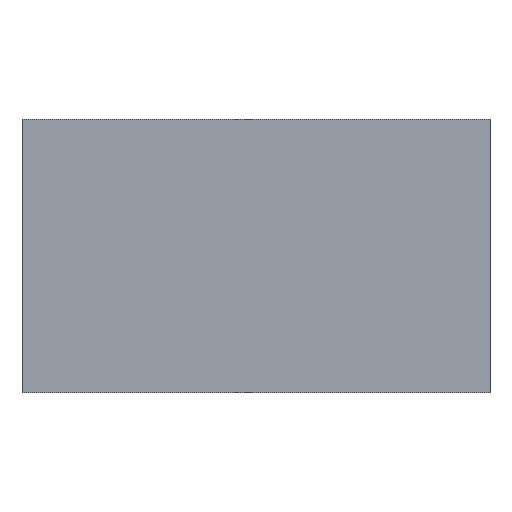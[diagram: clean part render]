
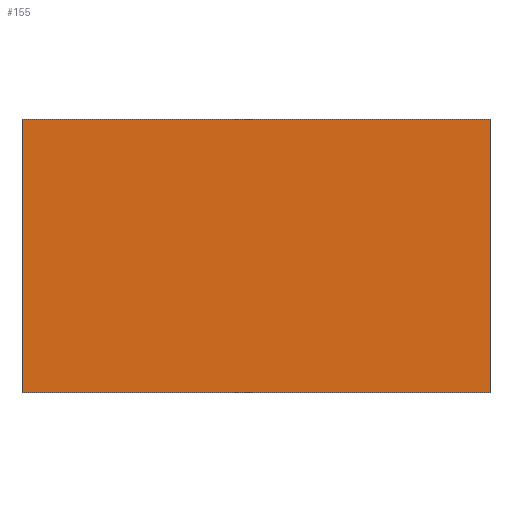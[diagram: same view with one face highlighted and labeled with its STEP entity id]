
A CAD part, top view. The second image highlights one B-rep face of the part: STEP entity #155.
In plain terms, the highlighted planar face has unit normal (0, 0, 1).
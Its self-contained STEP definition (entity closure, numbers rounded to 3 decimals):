
#7 = VERTEX_POINT ( 'NONE', #102 ) ;
#24 = VECTOR ( 'NONE', #108, 1000. ) ;
#30 = VERTEX_POINT ( 'NONE', #213 ) ;
#31 = DIRECTION ( 'NONE',  ( 0., 0., -1. ) ) ;
#33 = CARTESIAN_POINT ( 'NONE',  ( 0., 0., 20. ) ) ;
#38 = VECTOR ( 'NONE', #118, 1000. ) ;
#44 = EDGE_CURVE ( 'NONE', #7, #70, #234, .T. ) ;
#47 = EDGE_CURVE ( 'NONE', #70, #30, #180, .T. ) ;
#48 = EDGE_LOOP ( 'NONE', ( #224, #82, #54, #154 ) ) ;
#50 = CARTESIAN_POINT ( 'NONE',  ( 1263.702, 506.547, 20. ) ) ;
#54 = ORIENTED_EDGE ( 'NONE', *, *, #190, .T. ) ;
#56 = FACE_OUTER_BOUND ( 'NONE', #48, .T. ) ;
#58 = CARTESIAN_POINT ( 'NONE',  ( -136.298, -74.76, 20. ) ) ;
#69 = DIRECTION ( 'NONE',  ( -1., 0., 0. ) ) ;
#70 = VERTEX_POINT ( 'NONE', #216 ) ;
#82 = ORIENTED_EDGE ( 'NONE', *, *, #47, .T. ) ;
#102 = CARTESIAN_POINT ( 'NONE',  ( -136.298, 1325.24, 20. ) ) ;
#105 = CARTESIAN_POINT ( 'NONE',  ( -136.298, 1325.24, 20. ) ) ;
#107 = DIRECTION ( 'NONE',  ( 0., -1., 0. ) ) ;
#108 = DIRECTION ( 'NONE',  ( 0., 1., 0. ) ) ;
#118 = DIRECTION ( 'NONE',  ( 1., 0., 0. ) ) ;
#124 = CARTESIAN_POINT ( 'NONE',  ( 1263.702, 1325.24, 20. ) ) ;
#137 = VERTEX_POINT ( 'NONE', #124 ) ;
#138 = LINE ( 'NONE', #212, #24 ) ;
#143 = DIRECTION ( 'NONE',  ( -1., 0., 0. ) ) ;
#149 = AXIS2_PLACEMENT_3D ( 'NONE', #33, #31, #69 ) ;
#151 = VECTOR ( 'NONE', #107, 1000. ) ;
#154 = ORIENTED_EDGE ( 'NONE', *, *, #196, .T. ) ;
#155 = ADVANCED_FACE ( 'NONE', ( #56 ), #157, .F. ) ;
#157 = PLANE ( 'NONE',  #149 ) ;
#178 = LINE ( 'NONE', #105, #217 ) ;
#180 = LINE ( 'NONE', #50, #38 ) ;
#190 = EDGE_CURVE ( 'NONE', #30, #137, #138, .T. ) ;
#196 = EDGE_CURVE ( 'NONE', #137, #7, #178, .T. ) ;
#212 = CARTESIAN_POINT ( 'NONE',  ( 1263.702, -74.76, 20. ) ) ;
#213 = CARTESIAN_POINT ( 'NONE',  ( 1263.702, 506.547, 20. ) ) ;
#216 = CARTESIAN_POINT ( 'NONE',  ( -136.298, 506.547, 20. ) ) ;
#217 = VECTOR ( 'NONE', #143, 1000. ) ;
#224 = ORIENTED_EDGE ( 'NONE', *, *, #44, .T. ) ;
#234 = LINE ( 'NONE', #58, #151 ) ;
